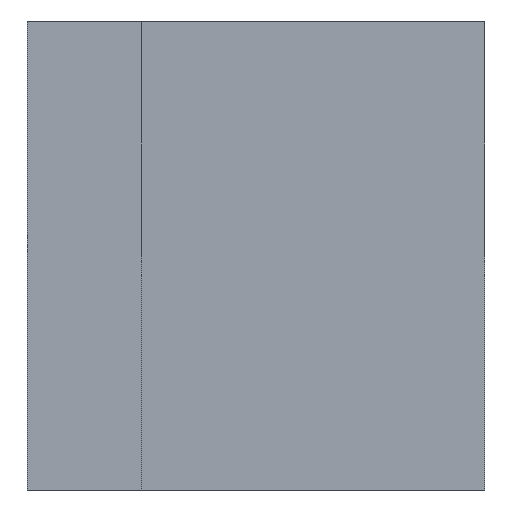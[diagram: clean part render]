
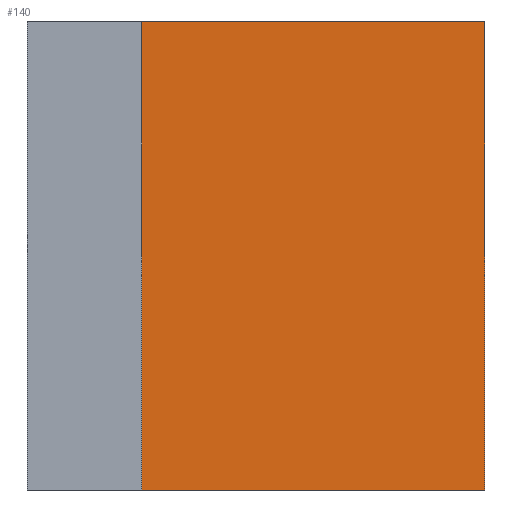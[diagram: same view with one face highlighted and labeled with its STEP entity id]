
A CAD part, left-side view. The second image highlights one B-rep face of the part: STEP entity #140.
In plain terms, the highlighted planar face has unit normal (-1, 0, 0).
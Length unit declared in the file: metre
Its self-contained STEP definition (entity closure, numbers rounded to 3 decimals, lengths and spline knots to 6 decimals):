
#15=PLANE('',#160);
#28=LINE('',#238,#44);
#30=LINE('',#242,#46);
#31=LINE('',#244,#47);
#32=LINE('',#246,#48);
#44=VECTOR('',#181,1.);
#46=VECTOR('',#185,1.);
#47=VECTOR('',#186,1.);
#48=VECTOR('',#187,1.);
#67=ORIENTED_EDGE('',*,*,#100,.T.);
#68=ORIENTED_EDGE('',*,*,#101,.F.);
#69=ORIENTED_EDGE('',*,*,#102,.F.);
#70=ORIENTED_EDGE('',*,*,#98,.T.);
#98=EDGE_CURVE('',#114,#113,#28,.T.);
#100=EDGE_CURVE('',#113,#115,#30,.T.);
#101=EDGE_CURVE('',#116,#115,#31,.T.);
#102=EDGE_CURVE('',#114,#116,#32,.T.);
#113=VERTEX_POINT('',#237);
#114=VERTEX_POINT('',#239);
#115=VERTEX_POINT('',#243);
#116=VERTEX_POINT('',#245);
#123=EDGE_LOOP('',(#67,#68,#69,#70));
#131=FACE_BOUND('',#123,.T.);
#140=ADVANCED_FACE('',(#131),#15,.F.);
#160=AXIS2_PLACEMENT_3D('',#241,#183,#184);
#181=DIRECTION('',(0.,0.,-1.));
#183=DIRECTION('',(1.,0.,0.));
#184=DIRECTION('',(0.,0.,-1.));
#185=DIRECTION('',(0.,-1.,0.));
#186=DIRECTION('',(0.,0.,-1.));
#187=DIRECTION('',(0.,-1.,0.));
#237=CARTESIAN_POINT('',(-0.036231,-0.044251,0.));
#238=CARTESIAN_POINT('',(-0.036231,-0.044251,0.025));
#239=CARTESIAN_POINT('',(-0.036231,-0.044251,0.025));
#241=CARTESIAN_POINT('',(-0.036231,-0.045609,0.025));
#242=CARTESIAN_POINT('',(-0.036231,-0.045609,0.));
#243=CARTESIAN_POINT('',(-0.036231,-0.062581,0.));
#244=CARTESIAN_POINT('',(-0.036231,-0.062581,0.025));
#245=CARTESIAN_POINT('',(-0.036231,-0.062581,0.025));
#246=CARTESIAN_POINT('',(-0.036231,-0.045609,0.025));
